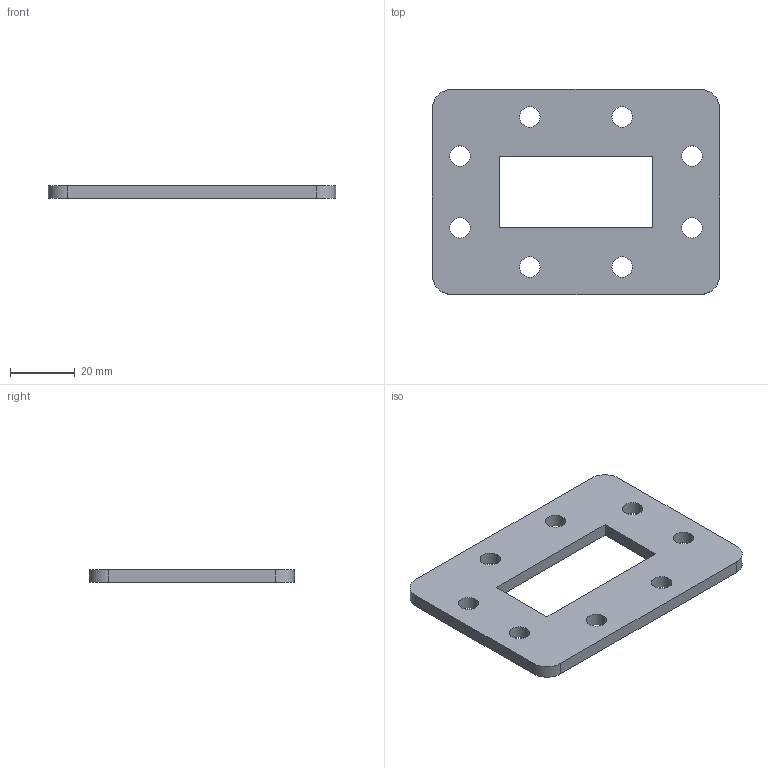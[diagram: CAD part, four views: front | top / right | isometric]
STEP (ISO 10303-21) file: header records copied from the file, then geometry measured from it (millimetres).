
FILE_DESCRIPTION (( 'STEP AP203' ), '1' );
FILE_NAME ('PEW187FS4_3D.step', '2022-04-13T14:53:19', ( '' ), ( '' ), 'SwSTEP 2.0', 'SolidWorks 2021', '' );
FILE_SCHEMA (( 'CONFIG_CONTROL_DESIGN' ));
Length unit declared in the file: inch
Products named in the file (1): PEW187FS4_3D
Bounding box: 88.9 x 63.5 x 4 mm (x, y, z)
Volume: 17230.9 mm3; surface area: 10989.4 mm2
Topology: 1 solids, 1 shells, 22 faces, 60 edges, 40 vertices
Faces by surface type: cylinder 12, plane 10
Full cylindrical faces by diameter (mm): 6.35 x8
Entity records: 783 total; most frequent: DIRECTION 122, CARTESIAN_POINT 115, ORIENTED_EDGE 104, EDGE_CURVE 52, EDGE_LOOP 48, AXIS2_PLACEMENT_3D 47, VERTEX_POINT 40, FACE_OUTER_BOUND 30
